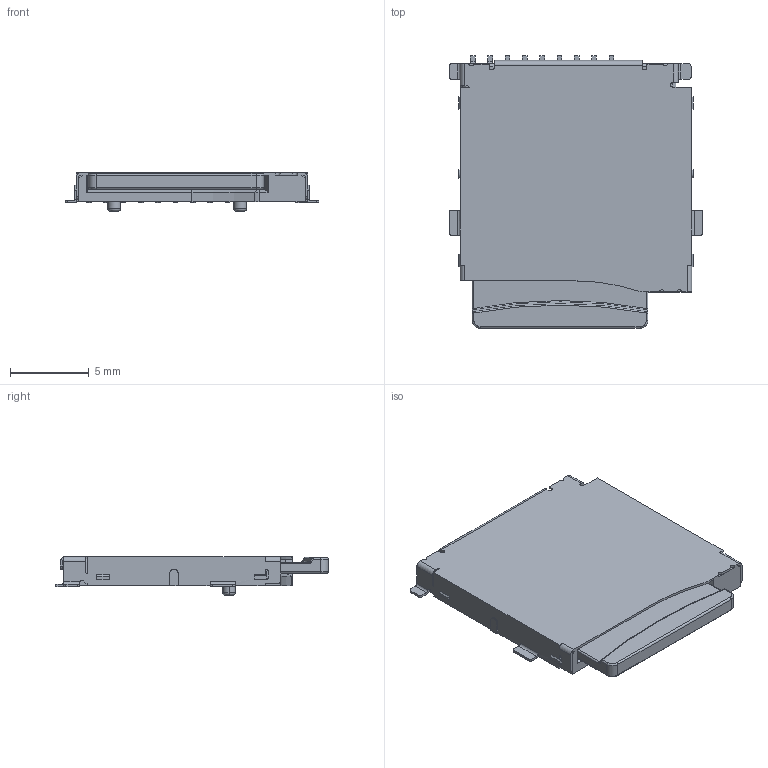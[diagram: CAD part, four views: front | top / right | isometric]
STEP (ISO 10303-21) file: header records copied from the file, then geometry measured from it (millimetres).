
FILE_DESCRIPTION((''),'2;1');
FILE_NAME('TF_CARD_1','2012-09-04T',('Administrator'),(''),'PRO/ENGINEER BY PARAMETRIC TECHNOLOGY CORPORATION, 2008230','PRO/ENGINEER BY PARAMETRIC TECHNOLOGY CORPORATION, 2008230','');
FILE_SCHEMA(('AUTOMOTIVE_DESIGN_CC2 { 1 2 10303 214 -1 1 5 2 }'));
Length unit declared in the file: millimetre
Products named in the file (1): TF_CARD_1
Bounding box: 16.1 x 17.3 x 2.45 mm (x, y, z)
Volume: 389.8 mm3; surface area: 760.7 mm2
Topology: 1 solids, 2 shells, 597 faces, 1784 edges, 1174 vertices
Faces by surface type: plane 464, cylinder 111, torus 12, cone 5, sphere 2, bspline 2, extrusion 1
Entity records: 24326 total; most frequent: CARTESIAN_POINT 3948, ORIENTED_EDGE 3564, DIRECTION 3156, EDGE_CURVE 1782, VECTOR 1438, LINE 1437, VERTEX_POINT 1174, AXIS2_PLACEMENT_3D 859
